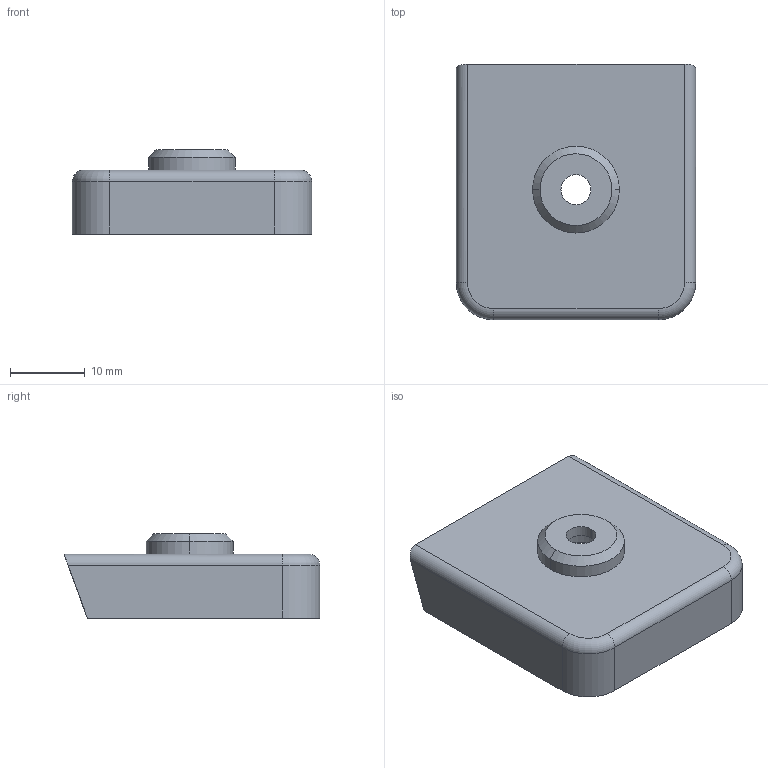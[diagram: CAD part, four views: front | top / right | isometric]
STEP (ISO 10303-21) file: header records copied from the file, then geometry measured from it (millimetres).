
FILE_DESCRIPTION (( 'STEP AP214' ), '1' );
FILE_NAME ('nap camera_1.STEP', '2018-07-09T07:20:03', ( '' ), ( '' ), 'SwSTEP 2.0', 'SolidWorks 2018', '' );
FILE_SCHEMA (( 'AUTOMOTIVE_DESIGN' ));
Length unit declared in the file: millimetre
Products named in the file (1): nap camera_1
Bounding box: 32 x 34.2 x 11.26 mm (x, y, z)
Volume: 2938.6 mm3; surface area: 3990.2 mm2
Topology: 1 solids, 1 shells, 36 faces, 87 edges, 56 vertices
Faces by surface type: cylinder 17, plane 15, cone 2, torus 2
Entity records: 1099 total; most frequent: CARTESIAN_POINT 192, DIRECTION 191, ORIENTED_EDGE 174, EDGE_CURVE 87, AXIS2_PLACEMENT_3D 71, VERTEX_POINT 56, VECTOR 49, LINE 49
